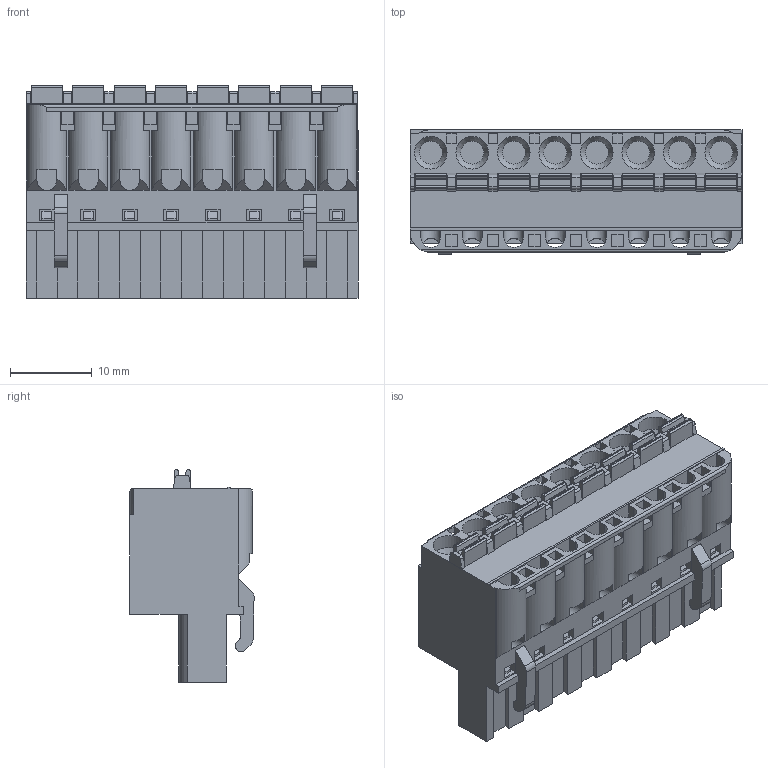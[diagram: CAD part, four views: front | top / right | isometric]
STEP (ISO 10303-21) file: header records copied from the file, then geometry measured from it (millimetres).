
FILE_DESCRIPTION(('STEP AP214'),'1');
FILE_NAME('SHM08-5,08.stp','2018-01-25T09:09:12',(' '),(' '),'Spatial InterOp 3D',' ',' ');
FILE_SCHEMA(('automotive_design'));
Length unit declared in the file: metre
Products named in the file (1): 1
Bounding box: 40.64 x 15.2 x 26 mm (x, y, z)
Volume: 9889.9 mm3; surface area: 5396.6 mm2
Topology: 1 solids, 1 shells, 650 faces, 1824 edges, 1203 vertices
Faces by surface type: plane 522, cylinder 112, cone 16
Full cylindrical faces by diameter (mm): 4 x8
Entity records: 25899 total; most frequent: CARTESIAN_POINT 3680, ORIENTED_EDGE 3584, DIRECTION 3406, EDGE_CURVE 1792, LINE 1472, VECTOR 1472, VERTEX_POINT 1195, AXIS2_PLACEMENT_3D 967
